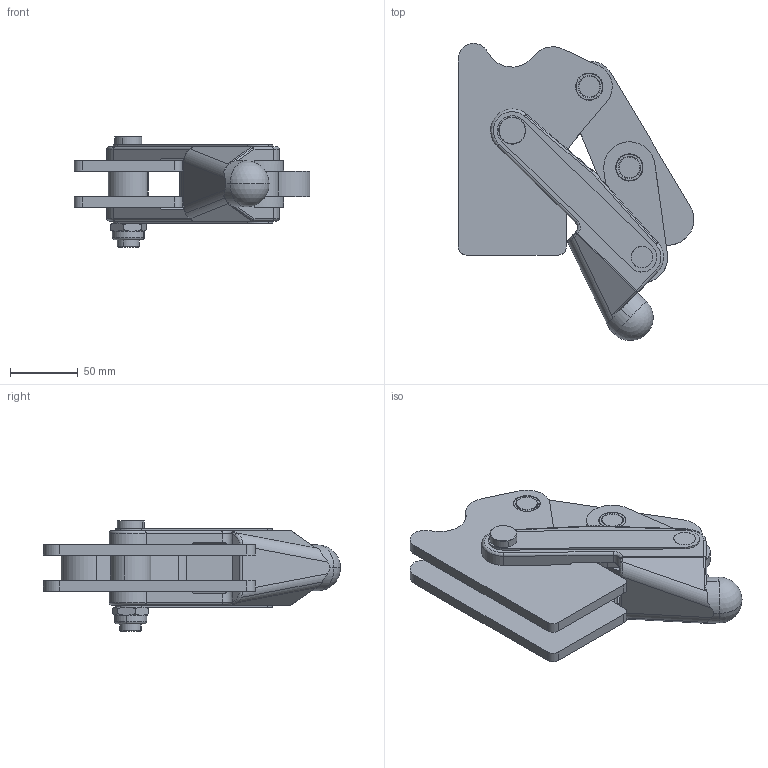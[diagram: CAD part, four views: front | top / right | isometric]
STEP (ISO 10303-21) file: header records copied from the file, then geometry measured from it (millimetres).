
FILE_DESCRIPTION((''),'2;1');
FILE_NAME('608-opened.stp','2005-09-28T09:49:18',('Kysilko'),(''),'Autodesk Inventor 8','Autodesk Inventor 8','');
FILE_SCHEMA(('AUTOMOTIVE_DESIGN { 1 0 10303 214 1 1 1 1 }'));
Length unit declared in the file: millimetre
Products named in the file (1): Part15
Bounding box: 174.31 x 219.69 x 82 mm (x, y, z)
Volume: 615330.7 mm3; surface area: 133037.7 mm2
Topology: 10 solids, 10 shells, 2227 faces, 6163 edges, 4064 vertices
Faces by surface type: plane 1512, cylinder 585, cone 114, bspline 12, torus 2, sphere 2
Entity records: 71209 total; most frequent: CARTESIAN_POINT 17429, ORIENTED_EDGE 12324, DIRECTION 10574, EDGE_CURVE 6162, VERTEX_POINT 4064, AXIS2_PLACEMENT_3D 3845, VECTOR 2884, LINE 2884
